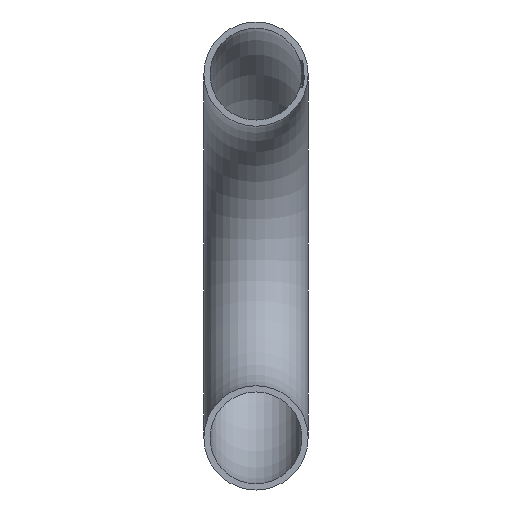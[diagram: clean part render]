
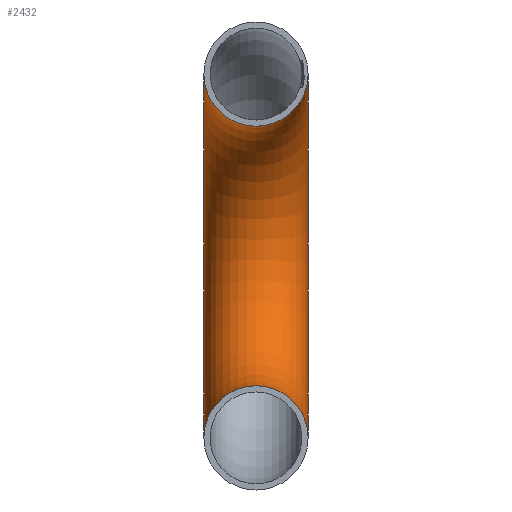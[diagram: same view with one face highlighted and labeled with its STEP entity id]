
A CAD part, front view. The second image highlights one B-rep face of the part: STEP entity #2432.
In plain terms, the highlighted toroidal (fillet/blend) face has major radius 74 mm and minor radius 21.2 mm.
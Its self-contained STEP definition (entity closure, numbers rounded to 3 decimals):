
#207 = DIRECTION ( 'NONE',  ( 0., -1., 0. ) ) ;
#391 = VERTEX_POINT ( 'NONE', #6290 ) ;
#992 = CARTESIAN_POINT ( 'NONE',  ( 0., 183.761, 0. ) ) ;
#1008 = AXIS2_PLACEMENT_3D ( 'NONE', #992, #9045, #3614 ) ;
#1603 = EDGE_CURVE ( 'NONE', #10062, #10062, #10487, .T. ) ;
#1704 = ORIENTED_EDGE ( 'NONE', *, *, #8387, .F. ) ;
#2432 = ADVANCED_FACE ( 'NONE', ( #11324, #4705 ), #8789, .T. ) ;
#3517 = EDGE_LOOP ( 'NONE', ( #6562 ) ) ;
#3614 = DIRECTION ( 'NONE',  ( 0., 0., 1. ) ) ;
#4650 = CIRCLE ( 'NONE', #6367, 21.2 ) ;
#4705 = FACE_OUTER_BOUND ( 'NONE', #6424, .T. ) ;
#4732 = DIRECTION ( 'NONE',  ( 0., 0., -1. ) ) ;
#5589 = CARTESIAN_POINT ( 'NONE',  ( 0., 183.761, -148. ) ) ;
#5631 = DIRECTION ( 'NONE',  ( 0., 0., 1. ) ) ;
#6290 = CARTESIAN_POINT ( 'NONE',  ( 0., 183.761, -169.2 ) ) ;
#6367 = AXIS2_PLACEMENT_3D ( 'NONE', #5589, #207, #4732 ) ;
#6424 = EDGE_LOOP ( 'NONE', ( #1704 ) ) ;
#6562 = ORIENTED_EDGE ( 'NONE', *, *, #1603, .T. ) ;
#8387 = EDGE_CURVE ( 'NONE', #391, #391, #4650, .T. ) ;
#8789 = TOROIDAL_SURFACE ( 'NONE', #11418, 74., 21.2 ) ;
#8936 = CARTESIAN_POINT ( 'NONE',  ( 0., 183.761, 21.2 ) ) ;
#9045 = DIRECTION ( 'NONE',  ( 0., 1., 0. ) ) ;
#9058 = CARTESIAN_POINT ( 'NONE',  ( 0., 183.761, -74. ) ) ;
#9970 = DIRECTION ( 'NONE',  ( -1., 0., 0. ) ) ;
#10062 = VERTEX_POINT ( 'NONE', #8936 ) ;
#10487 = CIRCLE ( 'NONE', #1008, 21.2 ) ;
#11324 = FACE_OUTER_BOUND ( 'NONE', #3517, .T. ) ;
#11418 = AXIS2_PLACEMENT_3D ( 'NONE', #9058, #9970, #5631 ) ;
